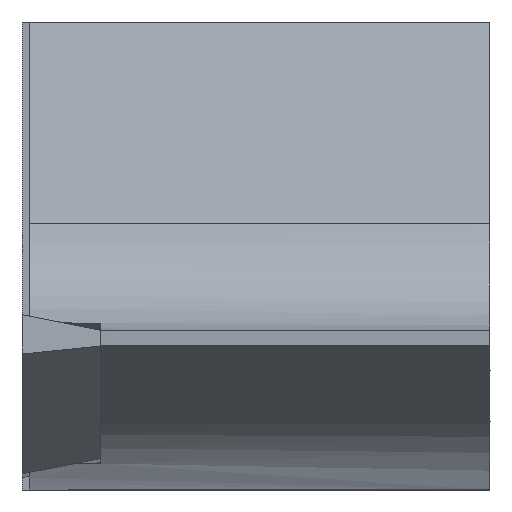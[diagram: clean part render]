
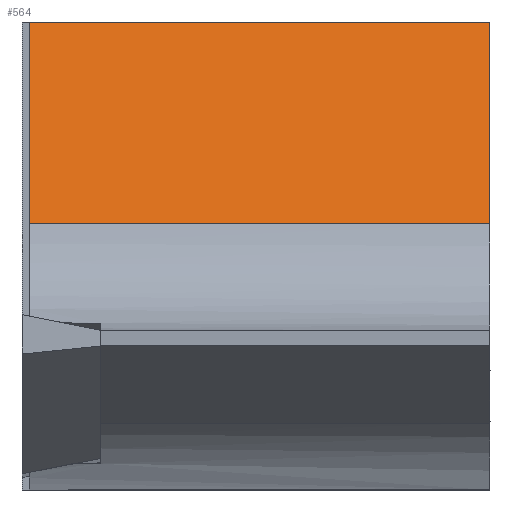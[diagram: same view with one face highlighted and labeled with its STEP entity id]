
A CAD part, left-side view. The second image highlights one B-rep face of the part: STEP entity #564.
In plain terms, the highlighted planar face has unit normal (-0.966, 0, 0.259).
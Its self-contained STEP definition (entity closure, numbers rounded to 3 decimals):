
#282 = EDGE_CURVE ( 'NONE', #1993, #2583, #2215, .T. ) ;
#341 = LINE ( 'NONE', #1977, #2391 ) ;
#345 = CARTESIAN_POINT ( 'NONE',  ( -110.67, -0.3, 0. ) ) ;
#403 = ORIENTED_EDGE ( 'NONE', *, *, #855, .F. ) ;
#419 = ORIENTED_EDGE ( 'NONE', *, *, #1718, .T. ) ;
#564 = ADVANCED_FACE ( 'NONE', ( #716 ), #2585, .F. ) ;
#566 = EDGE_CURVE ( 'NONE', #1993, #740, #642, .T. ) ;
#570 = VECTOR ( 'NONE', #1071, 1000. ) ;
#642 = LINE ( 'NONE', #2492, #2212 ) ;
#716 = FACE_OUTER_BOUND ( 'NONE', #1460, .T. ) ;
#740 = VERTEX_POINT ( 'NONE', #2245 ) ;
#855 = EDGE_CURVE ( 'NONE', #1155, #2583, #341, .T. ) ;
#874 = CARTESIAN_POINT ( 'NONE',  ( -110.67, -19.05, 0. ) ) ;
#1071 = DIRECTION ( 'NONE',  ( 0., -1., 0. ) ) ;
#1119 = CARTESIAN_POINT ( 'NONE',  ( -112.867, 159.838, -8.2 ) ) ;
#1155 = VERTEX_POINT ( 'NONE', #1663 ) ;
#1168 = LINE ( 'NONE', #1119, #570 ) ;
#1460 = EDGE_LOOP ( 'NONE', ( #403, #419, #1946, #1824 ) ) ;
#1623 = VECTOR ( 'NONE', #1646, 1000. ) ;
#1646 = DIRECTION ( 'NONE',  ( 0., 1., 0. ) ) ;
#1663 = CARTESIAN_POINT ( 'NONE',  ( -112.867, -0.3, -8.2 ) ) ;
#1690 = CARTESIAN_POINT ( 'NONE',  ( -110.67, -19.05, 0. ) ) ;
#1718 = EDGE_CURVE ( 'NONE', #1155, #740, #1168, .T. ) ;
#1734 = AXIS2_PLACEMENT_3D ( 'NONE', #2571, #2510, #2504 ) ;
#1824 = ORIENTED_EDGE ( 'NONE', *, *, #282, .T. ) ;
#1946 = ORIENTED_EDGE ( 'NONE', *, *, #566, .F. ) ;
#1975 = DIRECTION ( 'NONE',  ( 0.259, 0., 0.966 ) ) ;
#1977 = CARTESIAN_POINT ( 'NONE',  ( -112.867, -0.3, -8.2 ) ) ;
#1993 = VERTEX_POINT ( 'NONE', #874 ) ;
#2212 = VECTOR ( 'NONE', #2490, 1000. ) ;
#2215 = LINE ( 'NONE', #1690, #1623 ) ;
#2245 = CARTESIAN_POINT ( 'NONE',  ( -112.867, -19.05, -8.2 ) ) ;
#2391 = VECTOR ( 'NONE', #1975, 1000. ) ;
#2490 = DIRECTION ( 'NONE',  ( -0.259, 0., -0.966 ) ) ;
#2492 = CARTESIAN_POINT ( 'NONE',  ( -103.256, -19.05, 27.667 ) ) ;
#2504 = DIRECTION ( 'NONE',  ( -0.259, 0., -0.966 ) ) ;
#2510 = DIRECTION ( 'NONE',  ( 0.966, 0., -0.259 ) ) ;
#2571 = CARTESIAN_POINT ( 'NONE',  ( -112.867, 159.838, -8.2 ) ) ;
#2583 = VERTEX_POINT ( 'NONE', #345 ) ;
#2585 = PLANE ( 'NONE',  #1734 ) ;
